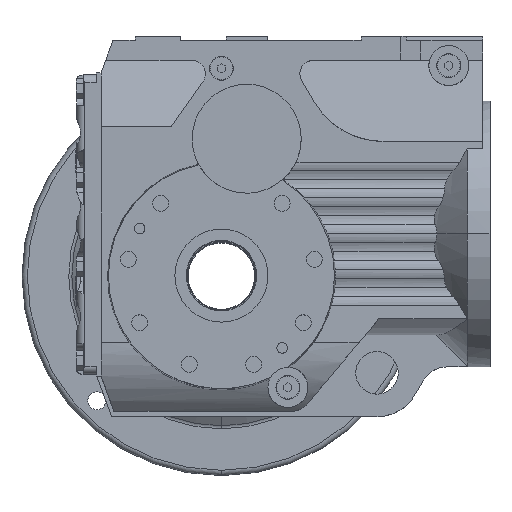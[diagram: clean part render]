
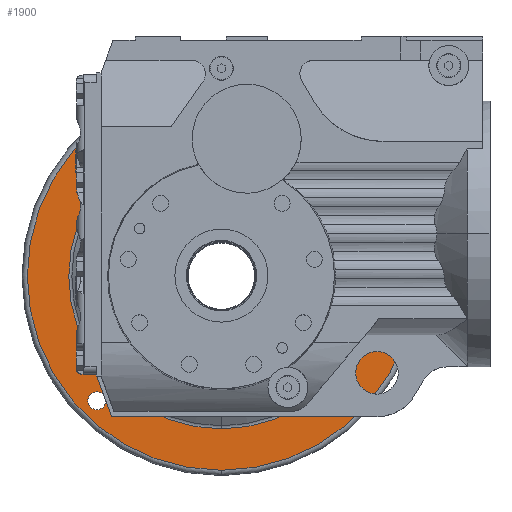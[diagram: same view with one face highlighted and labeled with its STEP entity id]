
A CAD part, top view. The second image highlights one B-rep face of the part: STEP entity #1900.
In plain terms, the highlighted planar face has unit normal (0, 0, 1).
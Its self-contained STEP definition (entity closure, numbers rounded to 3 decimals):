
#1900=ADVANCED_FACE('',(#3925,#3926,#3927,#3928,#3929,#3930),#3931,.T.);
#3925=FACE_BOUND('',#6124,.T.);
#3926=FACE_BOUND('',#6125,.T.);
#3927=FACE_BOUND('',#6126,.T.);
#3928=FACE_BOUND('',#6127,.T.);
#3929=FACE_BOUND('',#6128,.T.);
#3930=FACE_OUTER_BOUND('',#6129,.T.);
#3931=PLANE('',#6130);
#6124=EDGE_LOOP('',(#11851,#11852));
#6125=EDGE_LOOP('',(#11853,#11854));
#6126=EDGE_LOOP('',(#11855,#11856));
#6127=EDGE_LOOP('',(#11857,#11858));
#6128=EDGE_LOOP('',(#11859,#11860));
#6129=EDGE_LOOP('',(#11861,#11862));
#6130=AXIS2_PLACEMENT_3D('',#11863,#11864,#11865);
#11851=ORIENTED_EDGE('',*,*,#14507,.T.);
#11852=ORIENTED_EDGE('',*,*,#12332,.T.);
#11853=ORIENTED_EDGE('',*,*,#14508,.T.);
#11854=ORIENTED_EDGE('',*,*,#12337,.T.);
#11855=ORIENTED_EDGE('',*,*,#14509,.T.);
#11856=ORIENTED_EDGE('',*,*,#12342,.T.);
#11857=ORIENTED_EDGE('',*,*,#14510,.T.);
#11858=ORIENTED_EDGE('',*,*,#12347,.T.);
#11859=ORIENTED_EDGE('',*,*,#12374,.F.);
#11860=ORIENTED_EDGE('',*,*,#14505,.F.);
#11861=ORIENTED_EDGE('',*,*,#14511,.T.);
#11862=ORIENTED_EDGE('',*,*,#12371,.T.);
#11863=CARTESIAN_POINT('',(0.0,-130.412,-126.));
#11864=DIRECTION('',(0.0,0.,1.0));
#11865=DIRECTION('',(0.0,-1.0,0.));
#12332=EDGE_CURVE('',#14664,#14668,#14670,.T.);
#12337=EDGE_CURVE('',#14673,#14677,#14679,.T.);
#12342=EDGE_CURVE('',#14682,#14686,#14688,.T.);
#12347=EDGE_CURVE('',#14691,#14695,#14697,.T.);
#12371=EDGE_CURVE('',#14732,#14735,#14737,.T.);
#12374=EDGE_CURVE('',#14739,#14742,#14743,.T.);
#14505=EDGE_CURVE('',#14742,#14739,#17879,.T.);
#14507=EDGE_CURVE('',#14668,#14664,#17881,.T.);
#14508=EDGE_CURVE('',#14677,#14673,#17882,.T.);
#14509=EDGE_CURVE('',#14686,#14682,#17883,.T.);
#14510=EDGE_CURVE('',#14695,#14691,#17884,.T.);
#14511=EDGE_CURVE('',#14735,#14732,#17885,.T.);
#14664=VERTEX_POINT('',#18090);
#14668=VERTEX_POINT('',#18095);
#14670=CIRCLE('',#18098,6.75);
#14673=VERTEX_POINT('',#18101);
#14677=VERTEX_POINT('',#18106);
#14679=CIRCLE('',#18109,6.75);
#14682=VERTEX_POINT('',#18112);
#14686=VERTEX_POINT('',#18117);
#14688=CIRCLE('',#18120,6.75);
#14691=VERTEX_POINT('',#18123);
#14695=VERTEX_POINT('',#18128);
#14697=CIRCLE('',#18131,6.75);
#14732=VERTEX_POINT('',#18174);
#14735=VERTEX_POINT('',#18177);
#14737=CIRCLE('',#18179,146.0);
#14739=VERTEX_POINT('',#18181);
#14742=VERTEX_POINT('',#18184);
#14743=CIRCLE('',#18185,114.824);
#17879=CIRCLE('',#25275,114.824);
#17881=CIRCLE('',#25277,6.75);
#17882=CIRCLE('',#25278,6.75);
#17883=CIRCLE('',#25279,6.75);
#17884=CIRCLE('',#25280,6.75);
#17885=CIRCLE('',#25281,146.0);
#18090=CARTESIAN_POINT('',(-88.919,98.465,-126.));
#18095=CARTESIAN_POINT('',(-98.465,88.919,-126.));
#18098=AXIS2_PLACEMENT_3D('',#25515,#25516,#25517);
#18101=CARTESIAN_POINT('',(98.465,88.919,-126.));
#18106=CARTESIAN_POINT('',(88.919,98.465,-126.));
#18109=AXIS2_PLACEMENT_3D('',#25523,#25524,#25525);
#18112=CARTESIAN_POINT('',(88.919,-98.465,-126.));
#18117=CARTESIAN_POINT('',(98.465,-88.919,-126.));
#18120=AXIS2_PLACEMENT_3D('',#25531,#25532,#25533);
#18123=CARTESIAN_POINT('',(-98.465,-88.919,-126.));
#18128=CARTESIAN_POINT('',(-88.919,-98.465,-126.));
#18131=AXIS2_PLACEMENT_3D('',#25539,#25540,#25541);
#18174=CARTESIAN_POINT('',(0.,146.0,-126.0));
#18177=CARTESIAN_POINT('',(0.0,-146.0,-126.0));
#18179=AXIS2_PLACEMENT_3D('',#25580,#25581,#25582);
#18181=CARTESIAN_POINT('',(0.0,-114.824,-126.));
#18184=CARTESIAN_POINT('',(0.,114.824,-126.));
#18185=AXIS2_PLACEMENT_3D('',#25586,#25587,#25588);
#25275=AXIS2_PLACEMENT_3D('',#27527,#27528,#27529);
#25277=AXIS2_PLACEMENT_3D('',#27530,#27531,#27532);
#25278=AXIS2_PLACEMENT_3D('',#27533,#27534,#27535);
#25279=AXIS2_PLACEMENT_3D('',#27536,#27537,#27538);
#25280=AXIS2_PLACEMENT_3D('',#27539,#27540,#27541);
#25281=AXIS2_PLACEMENT_3D('',#27542,#27543,#27544);
#25515=CARTESIAN_POINT('',(-93.692,93.692,-126.));
#25516=DIRECTION('',(0.0,0.,-1.0));
#25517=DIRECTION('',(0.707,0.707,0.));
#25523=CARTESIAN_POINT('',(93.692,93.692,-126.));
#25524=DIRECTION('',(0.0,0.,-1.0));
#25525=DIRECTION('',(0.707,-0.707,0.));
#25531=CARTESIAN_POINT('',(93.692,-93.692,-126.));
#25532=DIRECTION('',(0.0,0.,-1.0));
#25533=DIRECTION('',(-0.707,-0.707,0.));
#25539=CARTESIAN_POINT('',(-93.692,-93.692,-126.));
#25540=DIRECTION('',(0.0,0.,-1.0));
#25541=DIRECTION('',(-0.707,0.707,0.));
#25580=CARTESIAN_POINT('',(0.0,0.0,-126.0));
#25581=DIRECTION('',(0.0,0.0,1.0));
#25582=DIRECTION('',(0.0,-1.0,0.0));
#25586=CARTESIAN_POINT('',(0.0,0.0,-126.));
#25587=DIRECTION('',(0.0,0.0,1.0));
#25588=DIRECTION('',(0.0,-1.0,0.0));
#27527=CARTESIAN_POINT('',(0.0,0.0,-126.));
#27528=DIRECTION('',(0.0,0.0,1.0));
#27529=DIRECTION('',(0.0,-1.0,0.0));
#27530=CARTESIAN_POINT('',(-93.692,93.692,-126.));
#27531=DIRECTION('',(0.0,0.,-1.0));
#27532=DIRECTION('',(0.707,0.707,0.));
#27533=CARTESIAN_POINT('',(93.692,93.692,-126.));
#27534=DIRECTION('',(0.0,0.,-1.0));
#27535=DIRECTION('',(0.707,-0.707,0.));
#27536=CARTESIAN_POINT('',(93.692,-93.692,-126.));
#27537=DIRECTION('',(0.0,0.,-1.0));
#27538=DIRECTION('',(-0.707,-0.707,0.));
#27539=CARTESIAN_POINT('',(-93.692,-93.692,-126.));
#27540=DIRECTION('',(0.0,0.,-1.0));
#27541=DIRECTION('',(-0.707,0.707,0.));
#27542=CARTESIAN_POINT('',(0.0,0.0,-126.0));
#27543=DIRECTION('',(0.0,0.0,1.0));
#27544=DIRECTION('',(0.0,-1.0,0.0));
